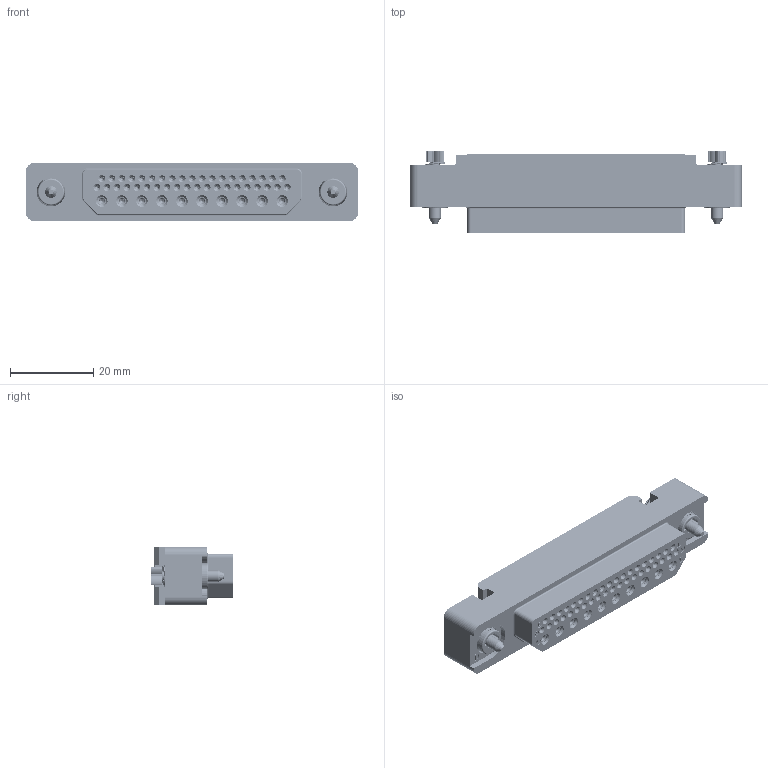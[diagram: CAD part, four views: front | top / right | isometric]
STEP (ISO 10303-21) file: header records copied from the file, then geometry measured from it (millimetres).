
FILE_DESCRIPTION((''),'2;1');
FILE_NAME('1900ND03S2A00E','2020-08-03T',('presta_be4'),(''),'CREO PARAMETRIC BY PTC INC, 2018360','CREO PARAMETRIC BY PTC INC, 2018360','');
FILE_SCHEMA(('CONFIG_CONTROL_DESIGN'));
Products named in the file (1): 1900ND03S2A00E
Bounding box: 80 x 19.91 x 14 mm (x, y, z)
Volume: 13855.4 mm3; surface area: 25214.7 mm2
Topology: 13 solids, 13 shells, 7148 faces, 19076 edges, 12053 vertices
Faces by surface type: plane 3042, cylinder 2400, cone 1126, torus 346, sphere 156, bspline 50, extrusion 28
Entity records: 253665 total; most frequent: CARTESIAN_POINT 75168, ORIENTED_EDGE 37752, DIRECTION 36978, EDGE_CURVE 18876, AXIS2_PLACEMENT_3D 13662, VERTEX_POINT 12053, VECTOR 9654, LINE 9626
